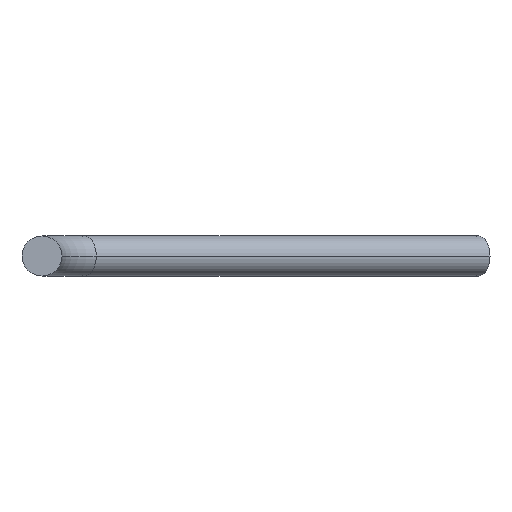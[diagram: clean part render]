
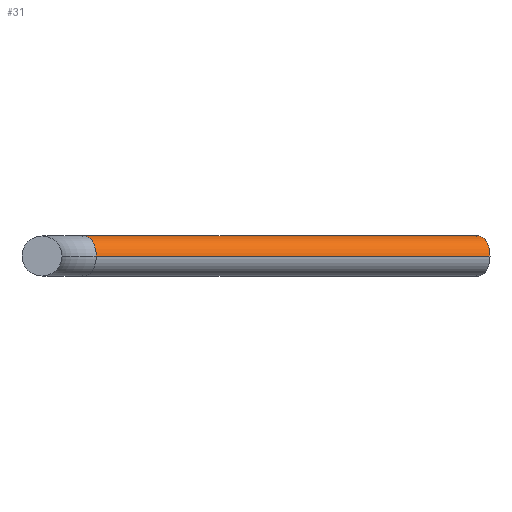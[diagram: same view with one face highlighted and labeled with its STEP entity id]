
A CAD part, front view. The second image highlights one B-rep face of the part: STEP entity #31.
In plain terms, the highlighted cylindrical face has radius 5 mm (diameter 10 mm), a partial arc.
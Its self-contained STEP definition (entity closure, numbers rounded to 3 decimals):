
#7 = AXIS2_PLACEMENT_3D ( 'NONE', #254, #259, #260 ) ;
#16 = AXIS2_PLACEMENT_3D ( 'NONE', #267, #269, #270 ) ;
#31 = ADVANCED_FACE ( 'NONE', ( #108 ), #109, .T. ) ;
#49 = EDGE_CURVE ( 'NONE', #177, #178, #152, .T. ) ;
#51 = EDGE_CURVE ( 'NONE', #172, #178, #148, .T. ) ;
#52 = EDGE_CURVE ( 'NONE', #180, #172, #156, .T. ) ;
#53 = EDGE_CURVE ( 'NONE', #180, #177, #147, .T. ) ;
#63 = AXIS2_PLACEMENT_3D ( 'NONE', #201, #193, #192 ) ;
#72 = ORIENTED_EDGE ( 'NONE', *, *, #49, .F. ) ;
#81 = ORIENTED_EDGE ( 'NONE', *, *, #53, .F. ) ;
#82 = ORIENTED_EDGE ( 'NONE', *, *, #51, .T. ) ;
#84 = EDGE_LOOP ( 'NONE', ( #85, #82, #72, #81 ) ) ;
#85 = ORIENTED_EDGE ( 'NONE', *, *, #52, .T. ) ;
#108 = FACE_OUTER_BOUND ( 'NONE', #84, .T. ) ;
#109 = CYLINDRICAL_SURFACE ( 'NONE', #63, 5. ) ;
#138 = VECTOR ( 'NONE', #266, 1000. ) ;
#147 = LINE ( 'NONE', #271, #150 ) ;
#148 = LINE ( 'NONE', #265, #138 ) ;
#150 = VECTOR ( 'NONE', #272, 1000. ) ;
#152 = CIRCLE ( 'NONE', #7, 5. ) ;
#156 = CIRCLE ( 'NONE', #16, 5. ) ;
#172 = VERTEX_POINT ( 'NONE', #276 ) ;
#177 = VERTEX_POINT ( 'NONE', #277 ) ;
#178 = VERTEX_POINT ( 'NONE', #284 ) ;
#180 = VERTEX_POINT ( 'NONE', #285 ) ;
#192 = DIRECTION ( 'NONE',  ( -0.574, 0.819, 0. ) ) ;
#193 = DIRECTION ( 'NONE',  ( 0.819, 0.574, 0. ) ) ;
#201 = CARTESIAN_POINT ( 'NONE',  ( 10.661, 860.479, 0. ) ) ;
#254 = CARTESIAN_POINT ( 'NONE',  ( 108.959, 929.308, 0. ) ) ;
#259 = DIRECTION ( 'NONE',  ( 0.819, 0.574, 0. ) ) ;
#260 = DIRECTION ( 'NONE',  ( 0., 0., 1. ) ) ;
#265 = CARTESIAN_POINT ( 'NONE',  ( 13.528, 856.383, 0. ) ) ;
#266 = DIRECTION ( 'NONE',  ( 0.819, 0.574, 0. ) ) ;
#267 = CARTESIAN_POINT ( 'NONE',  ( 10.661, 860.479, 0. ) ) ;
#269 = DIRECTION ( 'NONE',  ( 0.819, 0.574, 0. ) ) ;
#270 = DIRECTION ( 'NONE',  ( 0., 0., 1. ) ) ;
#271 = CARTESIAN_POINT ( 'NONE',  ( 7.793, 864.575, 0. ) ) ;
#272 = DIRECTION ( 'NONE',  ( 0.819, 0.574, 0. ) ) ;
#276 = CARTESIAN_POINT ( 'NONE',  ( 13.528, 856.383, 0. ) ) ;
#277 = CARTESIAN_POINT ( 'NONE',  ( 106.091, 933.404, 0. ) ) ;
#284 = CARTESIAN_POINT ( 'NONE',  ( 111.827, 925.212, 0. ) ) ;
#285 = CARTESIAN_POINT ( 'NONE',  ( 7.793, 864.575, 0. ) ) ;
